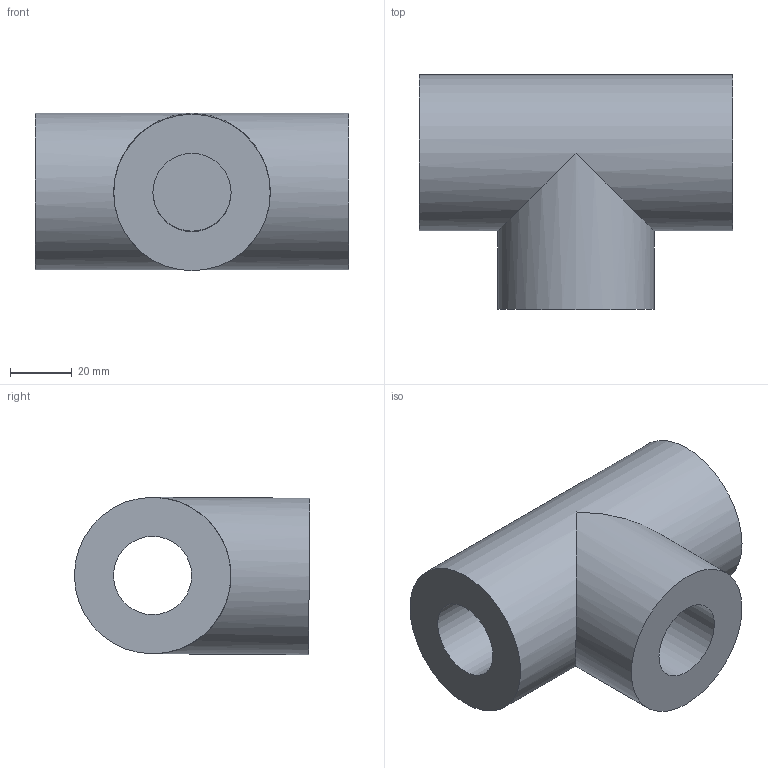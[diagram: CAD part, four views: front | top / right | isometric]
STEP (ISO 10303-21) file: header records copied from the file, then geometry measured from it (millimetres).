
FILE_DESCRIPTION( ( '' ), ' ' );
FILE_NAME( '5dad27769dd13715ab68acb2.step', '2019-10-21T03:35:18', ( '' ), ( '' ), ' ', ' ', ' ' );
FILE_SCHEMA( ( 'AUTOMOTIVE_DESIGN { 1 0 10303 214 1 1 1 1 }' ) );
Length unit declared in the file: metre
Products named in the file (1): Part 62
Bounding box: 101.6 x 76.35 x 51.11 mm (x, y, z)
Volume: 200838.2 mm3; surface area: 34361.9 mm2
Topology: 1 solids, 1 shells, 8 faces, 18 edges, 13 vertices
Faces by surface type: cylinder 4, plane 4
Full cylindrical faces by diameter (mm): 25.4 x2, 50.8 x2
Entity records: 258 total; most frequent: DIRECTION 36, CARTESIAN_POINT 27, AXIS2_PLACEMENT_3D 18, ORIENTED_EDGE 18, EDGE_LOOP 16, FACE_OUTER_BOUND 12, EDGE_CURVE 9, VERTEX_POINT 9
